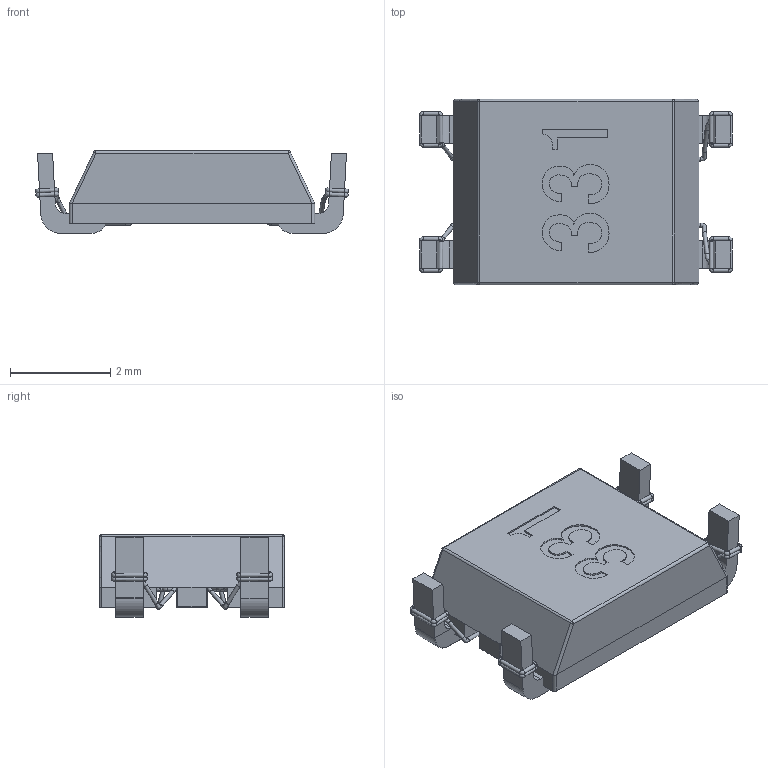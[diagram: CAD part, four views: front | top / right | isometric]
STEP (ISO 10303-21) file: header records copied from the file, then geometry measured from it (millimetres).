
FILE_DESCRIPTION( ('This file contains a STEP AP42 implementation' ,'as created by ZW3D STEP Interface translator.') ,'2;1' );
FILE_NAME( 'SF0602-L(331).stp' ,'14 925.113843', (''), ('ZWCAD Software Co.'), 'Version 1.0', 'ZW3D to STEP translator', '' );
FILE_SCHEMA( ('CONFIG_CONTROL_DESIGN') );
Length unit declared in the file: millimetre
Products named in the file (1): 0
Bounding box: 6.25 x 3.7 x 1.65 mm (x, y, z)
Volume: 21.2 mm3; surface area: 163.4 mm2
Topology: 15 solids, 19 shells, 574 faces, 1567 edges, 1029 vertices
Faces by surface type: bspline 574
Entity records: 63893 total; most frequent: CARTESIAN_POINT 55252, ORIENTED_EDGE 3124, EDGE_CURVE 1567, VERTEX_POINT 1029, B_SPLINE_CURVE_WITH_KNOTS 966, EDGE_LOOP 580, FACE_OUTER_BOUND 574, ADVANCED_FACE 574
